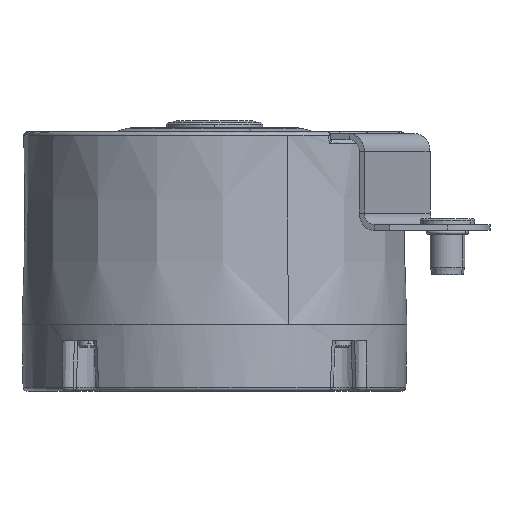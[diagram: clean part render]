
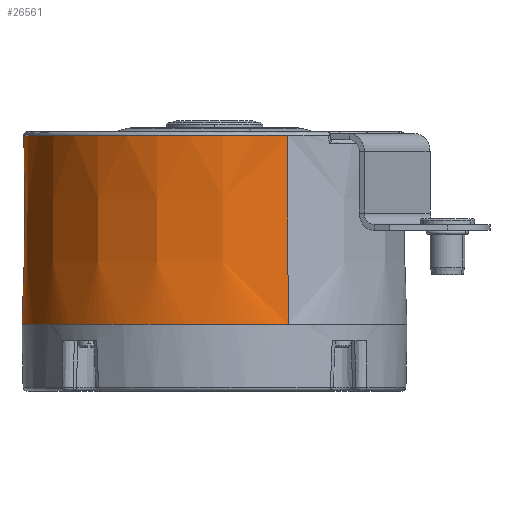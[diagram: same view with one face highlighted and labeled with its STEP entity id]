
A CAD part, front view. The second image highlights one B-rep face of the part: STEP entity #26561.
In plain terms, the highlighted conical face has half-angle 0.5 degrees and reference radius 49.531 mm.
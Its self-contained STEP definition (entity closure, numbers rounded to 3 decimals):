
#5133=DIRECTION('',(0.003,-0.008,-1.));
#5134=VECTOR('',#5133,48.811);
#5135=CARTESIAN_POINT('',(18.873,-45.564,
-38.591));
#5136=LINE('',#5135,#5134);
#5166=DIRECTION('',(-0.003,0.008,-1.));
#5167=VECTOR('',#5166,48.811);
#5168=CARTESIAN_POINT('',(-18.873,45.564,
-38.591));
#5169=LINE('',#5168,#5167);
#8659=CARTESIAN_POINT('',(0.,0.,-87.4));
#8660=DIRECTION('',(0.,0.,-1.));
#8661=DIRECTION('',(0.383,-0.924,0.));
#8662=AXIS2_PLACEMENT_3D('',#8659,#8660,#8661);
#8664=CARTESIAN_POINT('',(0.,0.,-38.591));
#8665=DIRECTION('',(0.,0.,1.));
#8666=DIRECTION('',(-0.383,0.924,0.));
#8667=AXIS2_PLACEMENT_3D('',#8664,#8665,#8666);
#12199=CARTESIAN_POINT('',(-18.873,45.564,
-38.591));
#12200=CARTESIAN_POINT('',(18.873,-45.564,
-38.591));
#12201=VERTEX_POINT('',#12199);
#12202=VERTEX_POINT('',#12200);
#13702=CARTESIAN_POINT('',(19.036,-45.957,
-87.4));
#13703=CARTESIAN_POINT('',(-19.036,45.957,
-87.4));
#13704=VERTEX_POINT('',#13702);
#13705=VERTEX_POINT('',#13703);
#26550=CARTESIAN_POINT('',(0.,0.,-62.996));
#26551=DIRECTION('',(0.,0.,-1.));
#26552=DIRECTION('',(0.383,-0.924,0.));
#26553=AXIS2_PLACEMENT_3D('',#26550,#26551,#26552);
#26554=CONICAL_SURFACE('',#26553,49.531,0.5);
#26555=ORIENTED_EDGE('',*,*,#22299,.T.);
#26556=ORIENTED_EDGE('',*,*,#22268,.F.);
#26557=ORIENTED_EDGE('',*,*,#22227,.T.);
#26558=ORIENTED_EDGE('',*,*,#22259,.T.);
#26559=EDGE_LOOP('',(#26555,#26556,#26557,#26558));
#26560=FACE_OUTER_BOUND('',#26559,.F.);
#8663=CIRCLE('',#8662,49.744);
#8668=CIRCLE('',#8667,49.318);
#22227=EDGE_CURVE('',#12201,#12202,#8668,.T.);
#22259=EDGE_CURVE('',#12202,#13704,#5136,.T.);
#22268=EDGE_CURVE('',#12201,#13705,#5169,.T.);
#22299=EDGE_CURVE('',#13704,#13705,#8663,.T.);
#26561=ADVANCED_FACE('',(#26560),#26554,.T.);
